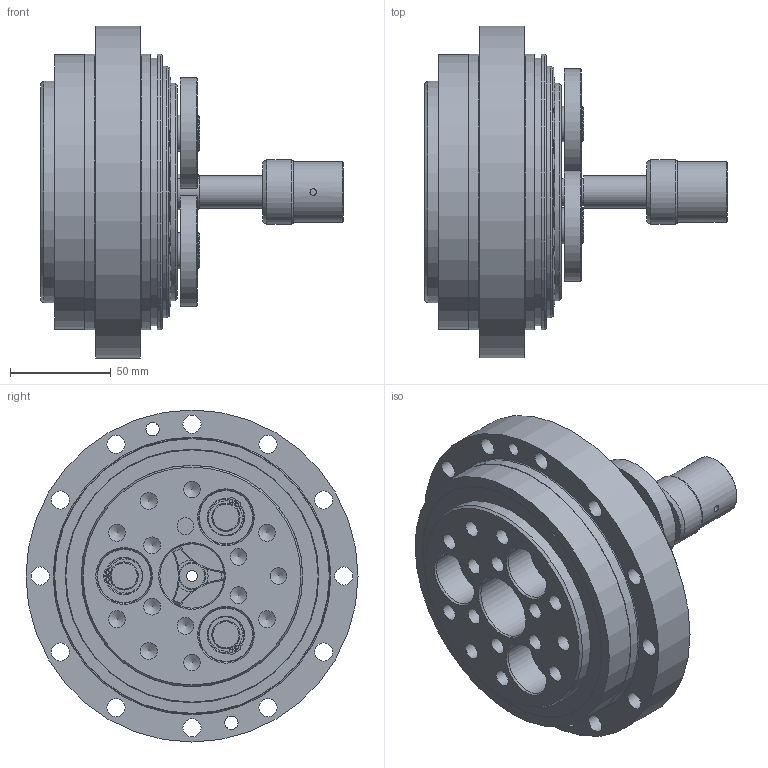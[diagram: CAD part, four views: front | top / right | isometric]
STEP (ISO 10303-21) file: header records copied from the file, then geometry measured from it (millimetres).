
FILE_DESCRIPTION(/* description */ (''),/* implementation_level */ '2;1');
FILE_NAME(/* name */ 'F4CF-UA25-145_FQ9419G.stp',/* time_stamp */ '2023-03-09T10:18:40+09:00',/* author */ ('ik43153556'),/* organization */ (''),/* preprocessor_version */ 'ST-DEVELOPER v18.1',/* originating_system */ 'Autodesk Inventor 2021',/* authorisation */ '');
FILE_SCHEMA (('CONFIG_CONTROL_DESIGN'));
Length unit declared in the file: millimetre
Products named in the file (1): F4CF-UA25-145_FQ9419G
Bounding box: 150.5 x 165 x 165 mm (x, y, z)
Volume: 708061 mm3; surface area: 220783.2 mm2
Topology: 2 solids, 48 shells, 1158 faces, 2866 edges, 1879 vertices
Faces by surface type: cylinder 550, plane 410, cone 88, torus 81, sphere 29
Full cylindrical faces by diameter (mm): 1.7 x24, 3.242 x1, 5.5 x1, 6 x3, 6.647 x2, 7 x7, 8 x6, 8.376 x15, 9 x18, 13 x6, 13.4 x3, 13.5 x1, 14 x6, 16 x1, 17 x3, 17.8 x6, 18 x12, 22 x3, 26 x1, 27 x12, 30 x7, 32 x3, 99 x1, 100.019 x2, 105 x1, 106 x1, 108 x2, 110 x3, 112.88 x1, 113.8 x1
Entity records: 37471 total; most frequent: CARTESIAN_POINT 7671, DIRECTION 6604, ORIENTED_EDGE 5574, AXIS2_PLACEMENT_3D 2837, EDGE_CURVE 2787, VERTEX_POINT 1879, CIRCLE 1678, EDGE_LOOP 1390
